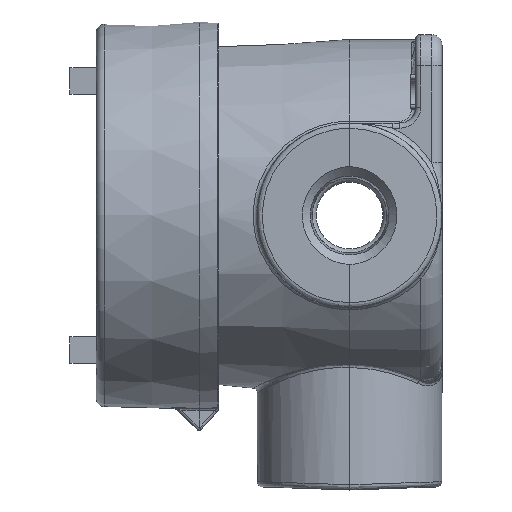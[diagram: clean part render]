
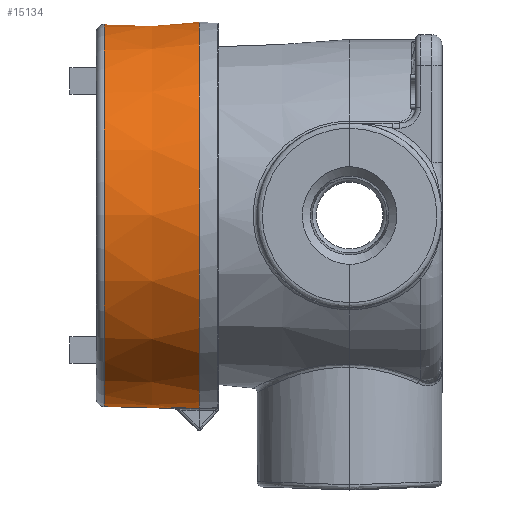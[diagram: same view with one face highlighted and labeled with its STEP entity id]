
A CAD part, left-side view. The second image highlights one B-rep face of the part: STEP entity #15134.
In plain terms, the highlighted conical face has half-angle 1.5 degrees and reference radius 58.214 mm.
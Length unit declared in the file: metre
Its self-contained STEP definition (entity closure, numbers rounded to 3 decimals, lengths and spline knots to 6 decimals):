
#149=CONICAL_SURFACE('',#16197,0.058214,0.026);
#1930=LINE('',#57834,#3204);
#3204=VECTOR('',#19391,0.058214);
#4130=FACE_OUTER_BOUND('',#5044,.T.);
#5044=EDGE_LOOP('',(#13808,#13809,#13810,#13811,#13812,#13813,#13814,#13815));
#5429=CIRCLE('',#16198,0.058214);
#5430=CIRCLE('',#16199,0.057464);
#5431=CIRCLE('',#16200,0.058214);
#5976=B_SPLINE_CURVE_WITH_KNOTS('',3,(#57816,#57817,#57818,#57819,#57820,
#57821,#57822,#57823,#57824,#57825),.UNSPECIFIED.,.F.,.F.,(4,2,2,2,4),(0.,
0.25,0.5,0.75,1.),.UNSPECIFIED.);
#5977=B_SPLINE_CURVE_WITH_KNOTS('',3,(#57827,#57828,#57829,#57830),
 .UNSPECIFIED.,.F.,.F.,(4,4),(0.,1.),.UNSPECIFIED.);
#5978=B_SPLINE_CURVE_WITH_KNOTS('',3,(#57838,#57839,#57840,#57841),
 .UNSPECIFIED.,.F.,.F.,(4,4),(0.,1.),.UNSPECIFIED.);
#7346=VERTEX_POINT('',#57814);
#7347=VERTEX_POINT('',#57815);
#7348=VERTEX_POINT('',#57826);
#7349=VERTEX_POINT('',#57831);
#7350=VERTEX_POINT('',#57833);
#7351=VERTEX_POINT('',#57836);
#9515=EDGE_CURVE('',#7346,#7347,#5976,.T.);
#9516=EDGE_CURVE('',#7347,#7348,#5977,.T.);
#9517=EDGE_CURVE('',#7348,#7349,#5429,.F.);
#9518=EDGE_CURVE('',#7349,#7350,#1930,.T.);
#9519=EDGE_CURVE('',#7350,#7350,#5430,.T.);
#9520=EDGE_CURVE('',#7349,#7351,#5431,.F.);
#9521=EDGE_CURVE('',#7351,#7346,#5978,.T.);
#13808=ORIENTED_EDGE('',*,*,#9515,.T.);
#13809=ORIENTED_EDGE('',*,*,#9516,.T.);
#13810=ORIENTED_EDGE('',*,*,#9517,.T.);
#13811=ORIENTED_EDGE('',*,*,#9518,.T.);
#13812=ORIENTED_EDGE('',*,*,#9519,.T.);
#13813=ORIENTED_EDGE('',*,*,#9518,.F.);
#13814=ORIENTED_EDGE('',*,*,#9520,.T.);
#13815=ORIENTED_EDGE('',*,*,#9521,.T.);
#15134=ADVANCED_FACE('',(#4130),#149,.T.);
#16197=AXIS2_PLACEMENT_3D('',#57813,#19387,#19388);
#16198=AXIS2_PLACEMENT_3D('',#57832,#19389,#19390);
#16199=AXIS2_PLACEMENT_3D('',#57835,#19392,#19393);
#16200=AXIS2_PLACEMENT_3D('',#57837,#19394,#19395);
#19387=DIRECTION('center_axis',(0.,0.,-1.));
#19388=DIRECTION('ref_axis',(1.,0.,0.));
#19389=DIRECTION('center_axis',(0.,0.,-1.));
#19390=DIRECTION('ref_axis',(0.094,-0.996,0.));
#19391=DIRECTION('',(0.026,0.,1.));
#19392=DIRECTION('center_axis',(0.,0.,-1.));
#19393=DIRECTION('ref_axis',(-1.,0.,0.));
#19394=DIRECTION('center_axis',(0.,0.,-1.));
#19395=DIRECTION('ref_axis',(0.094,-0.996,0.));
#57813=CARTESIAN_POINT('Origin',(0.,0.,0.00635));
#57814=CARTESIAN_POINT('',(-0.005266,-0.057756,0.014678));
#57815=CARTESIAN_POINT('',(0.005266,-0.057756,0.014678));
#57816=CARTESIAN_POINT('Ctrl Pts',(-0.005266,-0.057756,
0.014678));
#57817=CARTESIAN_POINT('Ctrl Pts',(-0.004393,-0.057838,
0.014593));
#57818=CARTESIAN_POINT('Ctrl Pts',(-0.003512,-0.0579,
0.014529));
#57819=CARTESIAN_POINT('Ctrl Pts',(-0.001751,-0.057982,
0.014443));
#57820=CARTESIAN_POINT('Ctrl Pts',(-0.000869,-0.058002,
0.014422));
#57821=CARTESIAN_POINT('Ctrl Pts',(0.000897,-0.058002,
0.014422));
#57822=CARTESIAN_POINT('Ctrl Pts',(0.00178,-0.057981,
0.014444));
#57823=CARTESIAN_POINT('Ctrl Pts',(0.003531,-0.057898,
0.01453));
#57824=CARTESIAN_POINT('Ctrl Pts',(0.004401,-0.057837,
0.014594));
#57825=CARTESIAN_POINT('Ctrl Pts',(0.005266,-0.057756,
0.014678));
#57826=CARTESIAN_POINT('',(0.005481,-0.057955,0.00635));
#57827=CARTESIAN_POINT('Ctrl Pts',(0.005266,-0.057756,
0.014678));
#57828=CARTESIAN_POINT('Ctrl Pts',(0.005338,-0.057822,
0.011902));
#57829=CARTESIAN_POINT('Ctrl Pts',(0.005409,-0.057889,
0.009126));
#57830=CARTESIAN_POINT('Ctrl Pts',(0.005481,-0.057955,
0.00635));
#57831=CARTESIAN_POINT('',(-0.058214,0.,0.00635));
#57832=CARTESIAN_POINT('Origin',(0.,0.,
0.00635));
#57833=CARTESIAN_POINT('',(-0.057464,0.,0.034987));
#57834=CARTESIAN_POINT('',(-0.058214,0.,0.00635));
#57835=CARTESIAN_POINT('Origin',(0.,0.,0.034987));
#57836=CARTESIAN_POINT('',(-0.005481,-0.057955,0.00635));
#57837=CARTESIAN_POINT('Origin',(0.,0.,
0.00635));
#57838=CARTESIAN_POINT('Ctrl Pts',(-0.005481,-0.057955,
0.00635));
#57839=CARTESIAN_POINT('Ctrl Pts',(-0.005409,-0.057889,
0.009126));
#57840=CARTESIAN_POINT('Ctrl Pts',(-0.005338,-0.057822,
0.011902));
#57841=CARTESIAN_POINT('Ctrl Pts',(-0.005266,-0.057756,
0.014678));
